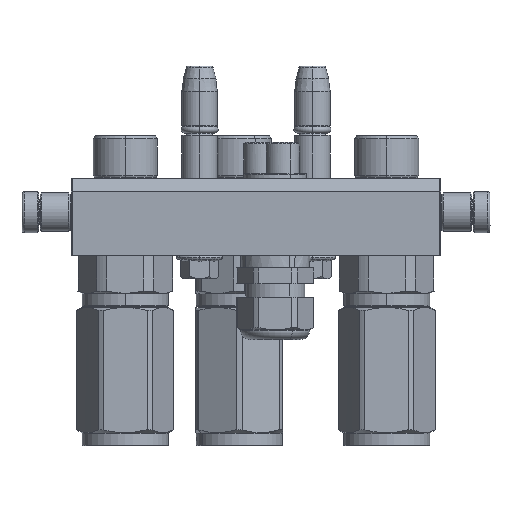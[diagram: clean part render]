
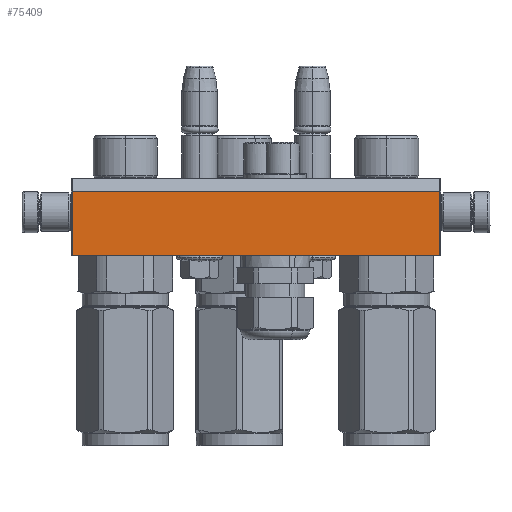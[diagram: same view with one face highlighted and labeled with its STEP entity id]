
A CAD part, left-side view. The second image highlights one B-rep face of the part: STEP entity #75409.
In plain terms, the highlighted face is planar.
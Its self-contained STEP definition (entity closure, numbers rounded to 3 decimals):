
#4509 = EDGE_LOOP ( 'NONE', ( #11320, #42730, #27333, #26849 ) ) ;
#9000 = CARTESIAN_POINT ( 'NONE',  ( 143.5, 5., -90. ) ) ;
#10523 = VERTEX_POINT ( 'NONE', #71206 ) ;
#11191 = VECTOR ( 'NONE', #36603, 1000. ) ;
#11320 = ORIENTED_EDGE ( 'NONE', *, *, #57458, .F. ) ;
#11510 = DIRECTION ( 'NONE',  ( -1., 0., 0. ) ) ;
#13854 = FACE_OUTER_BOUND ( 'NONE', #4509, .T. ) ;
#15103 = DIRECTION ( 'NONE',  ( -1., 0., 0. ) ) ;
#17341 = CARTESIAN_POINT ( 'NONE',  ( 143.5, 5., -90. ) ) ;
#22943 = CARTESIAN_POINT ( 'NONE',  ( 143.5, 5., -90. ) ) ;
#23418 = AXIS2_PLACEMENT_3D ( 'NONE', #44987, #68335, #15103 ) ;
#24447 = VERTEX_POINT ( 'NONE', #70588 ) ;
#24775 = EDGE_CURVE ( 'NONE', #29450, #48507, #34670, .T. ) ;
#26849 = ORIENTED_EDGE ( 'NONE', *, *, #32347, .T. ) ;
#27333 = ORIENTED_EDGE ( 'NONE', *, *, #24775, .T. ) ;
#29450 = VERTEX_POINT ( 'NONE', #9000 ) ;
#30169 = CARTESIAN_POINT ( 'NONE',  ( 143.5, 30., -90. ) ) ;
#32347 = EDGE_CURVE ( 'NONE', #48507, #24447, #47674, .T. ) ;
#34670 = LINE ( 'NONE', #22943, #61118 ) ;
#34998 = LINE ( 'NONE', #30169, #38678 ) ;
#36603 = DIRECTION ( 'NONE',  ( 0., 1., 0. ) ) ;
#38678 = VECTOR ( 'NONE', #53376, 1000. ) ;
#41667 = CARTESIAN_POINT ( 'NONE',  ( 0.5, 5., -90. ) ) ;
#42730 = ORIENTED_EDGE ( 'NONE', *, *, #66126, .F. ) ;
#44987 = CARTESIAN_POINT ( 'NONE',  ( 144., 0., -90. ) ) ;
#47674 = LINE ( 'NONE', #49877, #11191 ) ;
#48507 = VERTEX_POINT ( 'NONE', #41667 ) ;
#49877 = CARTESIAN_POINT ( 'NONE',  ( 0.5, 5., -90. ) ) ;
#53376 = DIRECTION ( 'NONE',  ( -1., 0., 0. ) ) ;
#55927 = PLANE ( 'NONE',  #23418 ) ;
#57458 = EDGE_CURVE ( 'NONE', #10523, #24447, #34998, .T. ) ;
#60106 = VECTOR ( 'NONE', #63932, 1000. ) ;
#61118 = VECTOR ( 'NONE', #11510, 1000. ) ;
#63932 = DIRECTION ( 'NONE',  ( 0., 1., 0. ) ) ;
#66126 = EDGE_CURVE ( 'NONE', #29450, #10523, #72896, .T. ) ;
#68335 = DIRECTION ( 'NONE',  ( 0., 0., -1. ) ) ;
#70588 = CARTESIAN_POINT ( 'NONE',  ( 0.5, 30., -90. ) ) ;
#71206 = CARTESIAN_POINT ( 'NONE',  ( 143.5, 30., -90. ) ) ;
#72896 = LINE ( 'NONE', #17341, #60106 ) ;
#75409 = ADVANCED_FACE ( 'NONE', ( #13854 ), #55927, .T. ) ;
